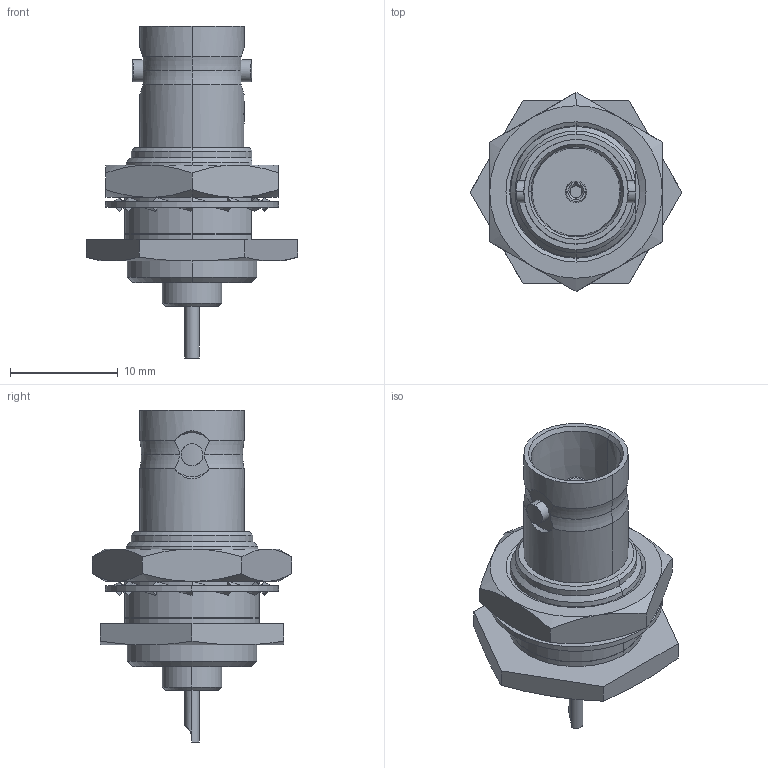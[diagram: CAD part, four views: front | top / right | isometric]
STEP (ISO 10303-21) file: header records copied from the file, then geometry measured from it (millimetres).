
FILE_DESCRIPTION (( 'STEP AP214' ), '1' );
FILE_NAME ('J01003A0027.STEP', '2012-11-12T12:42:15', ( 'Wartung1' ), ( '' ), 'SwSTEP 2.0', 'SolidWorks 2012', '' );
FILE_SCHEMA (( 'AUTOMOTIVE_DESIGN' ));
Length unit declared in the file: millimetre
Products named in the file (1): J01003A0027
Bounding box: 19.63 x 18.48 x 30.8 mm (x, y, z)
Volume: 2591.2 mm3; surface area: 2041 mm2
Topology: 2 solids, 2 shells, 227 faces, 571 edges, 362 vertices
Faces by surface type: plane 87, cone 60, cylinder 38, bspline 36, torus 6
Entity records: 10118 total; most frequent: CARTESIAN_POINT 2510, ORIENTED_EDGE 1138, DIRECTION 921, EDGE_CURVE 569, VERTEX_POINT 362, AXIS2_PLACEMENT_3D 333, VECTOR 255, LINE 255
